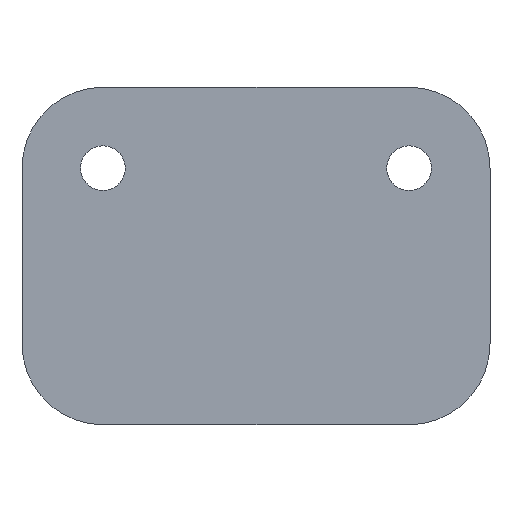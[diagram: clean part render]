
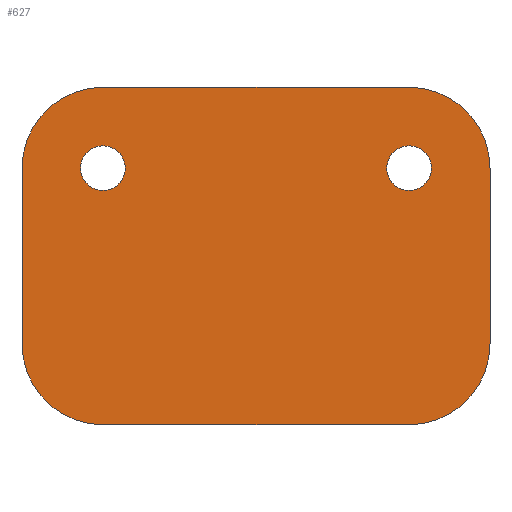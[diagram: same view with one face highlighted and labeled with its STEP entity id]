
A CAD part, front view. The second image highlights one B-rep face of the part: STEP entity #627.
In plain terms, the highlighted planar face has unit normal (0, -1, 0).
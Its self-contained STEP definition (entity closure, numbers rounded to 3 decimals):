
#607 = VERTEX_POINT('',#608);
#608 = CARTESIAN_POINT('',(-7.9,-3.,5.5));
#614 = EDGE_CURVE('',#607,#607,#615,.T.);
#615 = CIRCLE('',#616,1.35);
#616 = AXIS2_PLACEMENT_3D('',#617,#618,#619);
#617 = CARTESIAN_POINT('',(-9.25,-3.,5.5));
#618 = DIRECTION('',(0.,-1.,0.));
#619 = DIRECTION('',(1.,0.,0.));
#627 = ADVANCED_FACE('',(#628,#698,#709),#712,.F.);
#628 = FACE_BOUND('',#629,.T.);
#629 = EDGE_LOOP('',(#630,#641,#649,#658,#666,#675,#683,#692));
#630 = ORIENTED_EDGE('',*,*,#631,.T.);
#631 = EDGE_CURVE('',#632,#634,#636,.T.);
#632 = VERTEX_POINT('',#633);
#633 = CARTESIAN_POINT('',(-9.25,-3.,10.387));
#634 = VERTEX_POINT('',#635);
#635 = CARTESIAN_POINT('',(-14.137,-3.,5.5));
#636 = CIRCLE('',#637,4.887);
#637 = AXIS2_PLACEMENT_3D('',#638,#639,#640);
#638 = CARTESIAN_POINT('',(-9.25,-3.,5.5));
#639 = DIRECTION('',(0.,-1.,0.));
#640 = DIRECTION('',(1.,0.,0.));
#641 = ORIENTED_EDGE('',*,*,#642,.F.);
#642 = EDGE_CURVE('',#643,#634,#645,.T.);
#643 = VERTEX_POINT('',#644);
#644 = CARTESIAN_POINT('',(-14.137,-3.,-5.113));
#645 = LINE('',#646,#647);
#646 = CARTESIAN_POINT('',(-14.137,-3.,-5.113));
#647 = VECTOR('',#648,1.);
#648 = DIRECTION('',(0.,0.,1.));
#649 = ORIENTED_EDGE('',*,*,#650,.T.);
#650 = EDGE_CURVE('',#643,#651,#653,.T.);
#651 = VERTEX_POINT('',#652);
#652 = CARTESIAN_POINT('',(-9.25,-3.,-10.));
#653 = CIRCLE('',#654,4.887);
#654 = AXIS2_PLACEMENT_3D('',#655,#656,#657);
#655 = CARTESIAN_POINT('',(-9.25,-3.,-5.113));
#656 = DIRECTION('',(0.,-1.,0.));
#657 = DIRECTION('',(1.,0.,0.));
#658 = ORIENTED_EDGE('',*,*,#659,.F.);
#659 = EDGE_CURVE('',#660,#651,#662,.T.);
#660 = VERTEX_POINT('',#661);
#661 = CARTESIAN_POINT('',(9.25,-3.,-10.));
#662 = LINE('',#663,#664);
#663 = CARTESIAN_POINT('',(9.25,-3.,-10.));
#664 = VECTOR('',#665,1.);
#665 = DIRECTION('',(-1.,0.,0.));
#666 = ORIENTED_EDGE('',*,*,#667,.T.);
#667 = EDGE_CURVE('',#660,#668,#670,.T.);
#668 = VERTEX_POINT('',#669);
#669 = CARTESIAN_POINT('',(14.137,-3.,-5.113));
#670 = CIRCLE('',#671,4.887);
#671 = AXIS2_PLACEMENT_3D('',#672,#673,#674);
#672 = CARTESIAN_POINT('',(9.25,-3.,-5.113));
#673 = DIRECTION('',(0.,-1.,0.));
#674 = DIRECTION('',(1.,0.,0.));
#675 = ORIENTED_EDGE('',*,*,#676,.F.);
#676 = EDGE_CURVE('',#677,#668,#679,.T.);
#677 = VERTEX_POINT('',#678);
#678 = CARTESIAN_POINT('',(14.137,-3.,5.5));
#679 = LINE('',#680,#681);
#680 = CARTESIAN_POINT('',(14.137,-3.,5.5));
#681 = VECTOR('',#682,1.);
#682 = DIRECTION('',(0.,0.,-1.));
#683 = ORIENTED_EDGE('',*,*,#684,.T.);
#684 = EDGE_CURVE('',#677,#685,#687,.T.);
#685 = VERTEX_POINT('',#686);
#686 = CARTESIAN_POINT('',(9.25,-3.,10.387));
#687 = CIRCLE('',#688,4.887);
#688 = AXIS2_PLACEMENT_3D('',#689,#690,#691);
#689 = CARTESIAN_POINT('',(9.25,-3.,5.5));
#690 = DIRECTION('',(0.,-1.,0.));
#691 = DIRECTION('',(1.,0.,0.));
#692 = ORIENTED_EDGE('',*,*,#693,.F.);
#693 = EDGE_CURVE('',#632,#685,#694,.T.);
#694 = LINE('',#695,#696);
#695 = CARTESIAN_POINT('',(-9.25,-3.,10.387));
#696 = VECTOR('',#697,1.);
#697 = DIRECTION('',(1.,0.,0.));
#698 = FACE_BOUND('',#699,.F.);
#699 = EDGE_LOOP('',(#700));
#700 = ORIENTED_EDGE('',*,*,#701,.T.);
#701 = EDGE_CURVE('',#702,#702,#704,.T.);
#702 = VERTEX_POINT('',#703);
#703 = CARTESIAN_POINT('',(10.6,-3.,5.5));
#704 = CIRCLE('',#705,1.35);
#705 = AXIS2_PLACEMENT_3D('',#706,#707,#708);
#706 = CARTESIAN_POINT('',(9.25,-3.,5.5));
#707 = DIRECTION('',(0.,-1.,0.));
#708 = DIRECTION('',(1.,0.,0.));
#709 = FACE_BOUND('',#710,.F.);
#710 = EDGE_LOOP('',(#711));
#711 = ORIENTED_EDGE('',*,*,#614,.T.);
#712 = PLANE('',#713);
#713 = AXIS2_PLACEMENT_3D('',#714,#715,#716);
#714 = CARTESIAN_POINT('',(0.,-3.,0.919));
#715 = DIRECTION('',(0.,1.,0.));
#716 = DIRECTION('',(0.,0.,1.));
